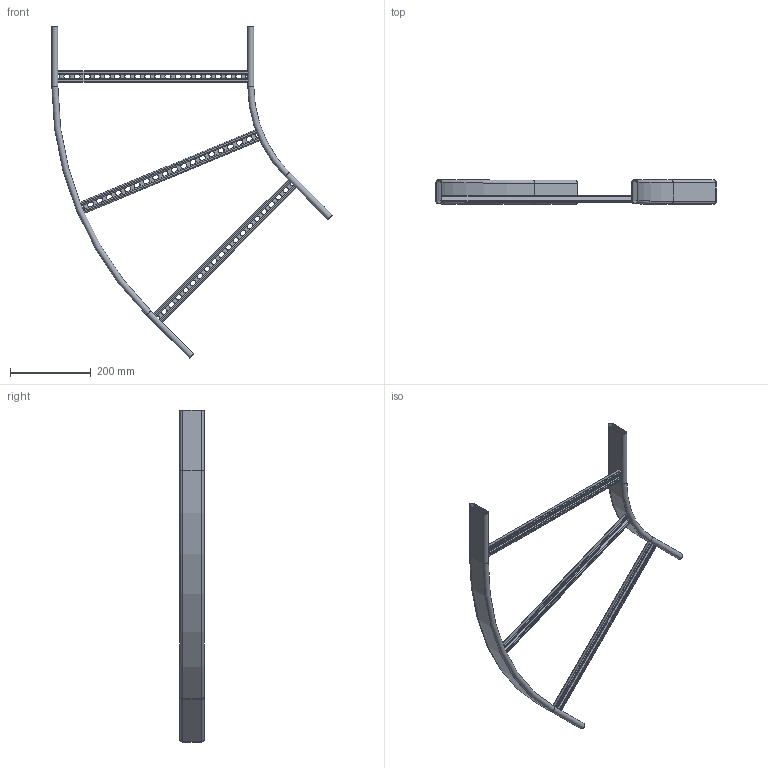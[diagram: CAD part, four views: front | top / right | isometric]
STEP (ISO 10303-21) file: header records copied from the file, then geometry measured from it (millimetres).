
FILE_DESCRIPTION (( 'STEP AP203' ), '1' );
FILE_NAME ('10-02-2694.STEP', '2013-05-14T06:20:05', ( 'asennus' ), ( '' ), 'SwSTEP 2.0', 'SolidWorks 2013', '' );
FILE_SCHEMA (( 'CONFIG_CONTROL_DESIGN' ));
Length unit declared in the file: millimetre
Products named in the file (1): 10-02-2694
Bounding box: 693.93 x 60 x 821.75 mm (x, y, z)
Volume: 281836.8 mm3; surface area: 569757.3 mm2
Topology: 5 solids, 5 shells, 448 faces, 1138 edges, 700 vertices
Faces by surface type: plane 260, cylinder 180, torus 8
Entity records: 13627 total; most frequent: DIRECTION 2396, CARTESIAN_POINT 2287, ORIENTED_EDGE 2276, EDGE_CURVE 1138, AXIS2_PLACEMENT_3D 809, LINE 778, VECTOR 778, VERTEX_POINT 700
